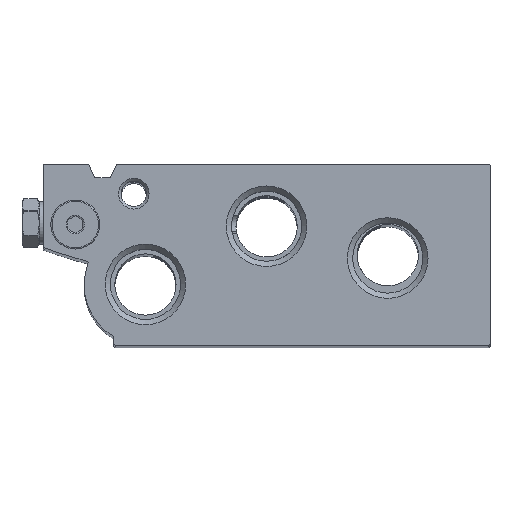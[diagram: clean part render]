
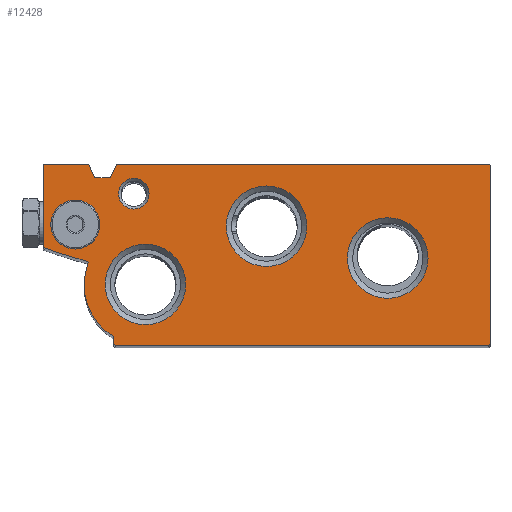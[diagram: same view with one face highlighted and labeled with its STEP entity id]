
A CAD part, top view. The second image highlights one B-rep face of the part: STEP entity #12428.
In plain terms, the highlighted face is planar.
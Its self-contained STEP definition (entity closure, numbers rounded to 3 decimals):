
#934=LINE('',#19076,#1491);
#979=LINE('',#19411,#1536);
#1035=LINE('',#19580,#1592);
#1107=LINE('',#22382,#1664);
#1111=LINE('',#22394,#1668);
#1119=LINE('',#22431,#1676);
#1122=LINE('',#22441,#1679);
#1126=LINE('',#22453,#1683);
#1130=LINE('',#22465,#1687);
#1491=VECTOR('',#15307,1000.);
#1536=VECTOR('',#15598,1000.);
#1592=VECTOR('',#15712,1000.);
#1664=VECTOR('',#16054,1000.);
#1668=VECTOR('',#16066,1000.);
#1676=VECTOR('',#16108,1000.);
#1679=VECTOR('',#16119,1000.);
#1683=VECTOR('',#16131,1000.);
#1687=VECTOR('',#16143,1000.);
#2823=ORIENTED_EDGE('',*,*,#5768,.F.);
#2824=ORIENTED_EDGE('',*,*,#5769,.F.);
#2825=ORIENTED_EDGE('',*,*,#5770,.F.);
#2826=ORIENTED_EDGE('',*,*,#5771,.F.);
#2827=ORIENTED_EDGE('',*,*,#5772,.F.);
#2828=ORIENTED_EDGE('',*,*,#5713,.F.);
#2829=ORIENTED_EDGE('',*,*,#5297,.F.);
#2830=ORIENTED_EDGE('',*,*,#5767,.F.);
#2831=ORIENTED_EDGE('',*,*,#5764,.F.);
#2832=ORIENTED_EDGE('',*,*,#5761,.T.);
#2833=ORIENTED_EDGE('',*,*,#5758,.F.);
#2834=ORIENTED_EDGE('',*,*,#5755,.T.);
#2835=ORIENTED_EDGE('',*,*,#5752,.F.);
#2836=ORIENTED_EDGE('',*,*,#5749,.F.);
#2837=ORIENTED_EDGE('',*,*,#5381,.F.);
#2838=ORIENTED_EDGE('',*,*,#5747,.F.);
#2839=ORIENTED_EDGE('',*,*,#5743,.F.);
#2840=ORIENTED_EDGE('',*,*,#5740,.F.);
#2841=ORIENTED_EDGE('',*,*,#5737,.T.);
#2842=ORIENTED_EDGE('',*,*,#5734,.F.);
#2843=ORIENTED_EDGE('',*,*,#5731,.T.);
#2844=ORIENTED_EDGE('',*,*,#5728,.F.);
#2845=ORIENTED_EDGE('',*,*,#5725,.F.);
#2846=ORIENTED_EDGE('',*,*,#5722,.F.);
#2847=ORIENTED_EDGE('',*,*,#5715,.F.);
#2848=ORIENTED_EDGE('',*,*,#5130,.F.);
#5130=EDGE_CURVE('',#6656,#6657,#934,.T.);
#5297=EDGE_CURVE('',#6823,#6824,#979,.T.);
#5381=EDGE_CURVE('',#6907,#6908,#1035,.T.);
#5713=EDGE_CURVE('',#6824,#6656,#8144,.T.);
#5715=EDGE_CURVE('',#6657,#7230,#8146,.T.);
#5722=EDGE_CURVE('',#7230,#7236,#1107,.T.);
#5725=EDGE_CURVE('',#7236,#7238,#8152,.T.);
#5728=EDGE_CURVE('',#7238,#7240,#1111,.T.);
#5731=EDGE_CURVE('',#7242,#7240,#8154,.T.);
#5734=EDGE_CURVE('',#7242,#7244,#8156,.T.);
#5737=EDGE_CURVE('',#7246,#7244,#8158,.T.);
#5740=EDGE_CURVE('',#7246,#7248,#8160,.T.);
#5743=EDGE_CURVE('',#7248,#7250,#8162,.T.);
#5747=EDGE_CURVE('',#7250,#6907,#1119,.T.);
#5749=EDGE_CURVE('',#6908,#7253,#8165,.T.);
#5752=EDGE_CURVE('',#7253,#7255,#1122,.T.);
#5755=EDGE_CURVE('',#7257,#7255,#8167,.T.);
#5758=EDGE_CURVE('',#7257,#7259,#1126,.T.);
#5761=EDGE_CURVE('',#7261,#7259,#8169,.T.);
#5764=EDGE_CURVE('',#7261,#7263,#1130,.T.);
#5767=EDGE_CURVE('',#7263,#6823,#8171,.T.);
#5768=EDGE_CURVE('',#7264,#7264,#8172,.T.);
#5769=EDGE_CURVE('',#7265,#7265,#8173,.T.);
#5770=EDGE_CURVE('',#7266,#7266,#8174,.T.);
#5771=EDGE_CURVE('',#7267,#7267,#8175,.T.);
#5772=EDGE_CURVE('',#7268,#7268,#8176,.T.);
#6656=VERTEX_POINT('',#19075);
#6657=VERTEX_POINT('',#19077);
#6823=VERTEX_POINT('',#19410);
#6824=VERTEX_POINT('',#19412);
#6907=VERTEX_POINT('',#19579);
#6908=VERTEX_POINT('',#19581);
#7230=VERTEX_POINT('',#22369);
#7236=VERTEX_POINT('',#22383);
#7238=VERTEX_POINT('',#22389);
#7240=VERTEX_POINT('',#22395);
#7242=VERTEX_POINT('',#22401);
#7244=VERTEX_POINT('',#22407);
#7246=VERTEX_POINT('',#22413);
#7248=VERTEX_POINT('',#22419);
#7250=VERTEX_POINT('',#22425);
#7253=VERTEX_POINT('',#22436);
#7255=VERTEX_POINT('',#22442);
#7257=VERTEX_POINT('',#22448);
#7259=VERTEX_POINT('',#22454);
#7261=VERTEX_POINT('',#22460);
#7263=VERTEX_POINT('',#22466);
#7264=VERTEX_POINT('',#22473);
#7265=VERTEX_POINT('',#22475);
#7266=VERTEX_POINT('',#22477);
#7267=VERTEX_POINT('',#22479);
#7268=VERTEX_POINT('',#22481);
#8144=CIRCLE('',#13942,0.2);
#8146=CIRCLE('',#13945,0.2);
#8152=CIRCLE('',#13953,0.2);
#8154=CIRCLE('',#13957,0.2);
#8156=CIRCLE('',#13960,10.);
#8158=CIRCLE('',#13963,0.2);
#8160=CIRCLE('',#13966,110.);
#8162=CIRCLE('',#13969,0.2);
#8165=CIRCLE('',#13974,0.2);
#8167=CIRCLE('',#13978,0.2);
#8169=CIRCLE('',#13982,0.2);
#8171=CIRCLE('',#13986,0.2);
#8172=CIRCLE('',#13988,2.5);
#8173=CIRCLE('',#13989,2.5);
#8174=CIRCLE('',#13990,6.578);
#8175=CIRCLE('',#13991,6.579);
#8176=CIRCLE('',#13992,6.578);
#9031=EDGE_LOOP('',(#2823));
#9032=EDGE_LOOP('',(#2824));
#9033=EDGE_LOOP('',(#2825));
#9034=EDGE_LOOP('',(#2826));
#9035=EDGE_LOOP('',(#2827));
#9036=EDGE_LOOP('',(#2828,#2829,#2830,#2831,#2832,#2833,#2834,#2835,#2836,
#2837,#2838,#2839,#2840,#2841,#2842,#2843,#2844,#2845,#2846,#2847,#2848));
#10690=FACE_BOUND('',#9031,.T.);
#10691=FACE_BOUND('',#9032,.T.);
#10692=FACE_BOUND('',#9033,.T.);
#10693=FACE_BOUND('',#9034,.T.);
#10694=FACE_BOUND('',#9035,.T.);
#10695=FACE_BOUND('',#9036,.T.);
#12018=PLANE('',#13987);
#12428=ADVANCED_FACE('',(#10690,#10691,#10692,#10693,#10694,#10695),#12018,
 .F.);
#13942=AXIS2_PLACEMENT_3D('',#22364,#16034,#16035);
#13945=AXIS2_PLACEMENT_3D('',#22368,#16040,#16041);
#13953=AXIS2_PLACEMENT_3D('',#22388,#16060,#16061);
#13957=AXIS2_PLACEMENT_3D('',#22400,#16072,#16073);
#13960=AXIS2_PLACEMENT_3D('',#22406,#16079,#16080);
#13963=AXIS2_PLACEMENT_3D('',#22412,#16086,#16087);
#13966=AXIS2_PLACEMENT_3D('',#22418,#16093,#16094);
#13969=AXIS2_PLACEMENT_3D('',#22424,#16100,#16101);
#13974=AXIS2_PLACEMENT_3D('',#22435,#16113,#16114);
#13978=AXIS2_PLACEMENT_3D('',#22447,#16125,#16126);
#13982=AXIS2_PLACEMENT_3D('',#22459,#16137,#16138);
#13986=AXIS2_PLACEMENT_3D('',#22470,#16149,#16150);
#13987=AXIS2_PLACEMENT_3D('',#22471,#16151,#16152);
#13988=AXIS2_PLACEMENT_3D('',#22472,#16153,#16154);
#13989=AXIS2_PLACEMENT_3D('',#22474,#16155,#16156);
#13990=AXIS2_PLACEMENT_3D('',#22476,#16157,#16158);
#13991=AXIS2_PLACEMENT_3D('',#22478,#16159,#16160);
#13992=AXIS2_PLACEMENT_3D('',#22480,#16161,#16162);
#15307=DIRECTION('',(0.,-1.,0.));
#15598=DIRECTION('',(-1.,0.,0.));
#15712=DIRECTION('',(-1.,0.,0.));
#16034=DIRECTION('',(0.,0.,1.));
#16035=DIRECTION('',(1.,0.,0.));
#16040=DIRECTION('',(0.,0.,1.));
#16041=DIRECTION('',(1.,0.,0.));
#16054=DIRECTION('',(1.,0.,0.));
#16060=DIRECTION('',(0.,0.,1.));
#16061=DIRECTION('',(1.,0.,0.));
#16066=DIRECTION('',(0.,1.,0.));
#16072=DIRECTION('',(0.,0.,1.));
#16073=DIRECTION('',(1.,0.,0.));
#16079=DIRECTION('',(0.,0.,1.));
#16080=DIRECTION('',(1.,0.,0.));
#16086=DIRECTION('',(0.,0.,1.));
#16087=DIRECTION('',(1.,0.,0.));
#16093=DIRECTION('',(0.,0.,1.));
#16094=DIRECTION('',(1.,0.,0.));
#16100=DIRECTION('',(0.,0.,1.));
#16101=DIRECTION('',(1.,0.,0.));
#16108=DIRECTION('',(0.,1.,0.));
#16113=DIRECTION('',(0.,0.,1.));
#16114=DIRECTION('',(1.,0.,0.));
#16119=DIRECTION('',(-0.414,-0.91,0.));
#16125=DIRECTION('',(0.,0.,1.));
#16126=DIRECTION('',(1.,0.,0.));
#16131=DIRECTION('',(-1.,0.,0.));
#16137=DIRECTION('',(0.,0.,1.));
#16138=DIRECTION('',(1.,0.,0.));
#16143=DIRECTION('',(-0.414,0.91,0.));
#16149=DIRECTION('',(0.,0.,1.));
#16150=DIRECTION('',(1.,0.,0.));
#16151=DIRECTION('',(0.,0.,1.));
#16152=DIRECTION('',(1.,0.,0.));
#16153=DIRECTION('',(0.,0.,-1.));
#16154=DIRECTION('',(-1.,0.,0.));
#16155=DIRECTION('',(0.,0.,-1.));
#16156=DIRECTION('',(-1.,0.,0.));
#16157=DIRECTION('',(0.,0.,-1.));
#16158=DIRECTION('',(-1.,0.,0.));
#16159=DIRECTION('',(0.,0.,-1.));
#16160=DIRECTION('',(-1.,0.,0.));
#16161=DIRECTION('',(0.,0.,-1.));
#16162=DIRECTION('',(-1.,0.,0.));
#19075=CARTESIAN_POINT('',(-36.47,29.3,-246.3));
#19076=CARTESIAN_POINT('',(-36.47,29.3,-246.3));
#19077=CARTESIAN_POINT('',(-36.47,0.2,-246.3));
#19410=CARTESIAN_POINT('',(24.401,29.5,-246.3));
#19411=CARTESIAN_POINT('',(24.401,29.5,-246.3));
#19412=CARTESIAN_POINT('',(-36.27,29.5,-246.3));
#19579=CARTESIAN_POINT('',(36.43,29.5,-246.3));
#19580=CARTESIAN_POINT('',(36.43,29.5,-246.3));
#19581=CARTESIAN_POINT('',(29.159,29.5,-246.3));
#22364=CARTESIAN_POINT('',(-36.27,29.3,-246.3));
#22368=CARTESIAN_POINT('',(-36.27,0.2,-246.3));
#22369=CARTESIAN_POINT('',(-36.27,0.,-246.3));
#22382=CARTESIAN_POINT('',(-36.27,0.,-246.3));
#22383=CARTESIAN_POINT('',(24.73,0.,-246.3));
#22388=CARTESIAN_POINT('',(24.73,0.2,-246.3));
#22389=CARTESIAN_POINT('',(24.93,0.2,-246.3));
#22394=CARTESIAN_POINT('',(24.93,0.2,-246.3));
#22395=CARTESIAN_POINT('',(24.93,1.216,-246.3));
#22400=CARTESIAN_POINT('',(25.13,1.216,-246.3));
#22401=CARTESIAN_POINT('',(25.025,1.386,-246.3));
#22406=CARTESIAN_POINT('',(19.78,9.9,-246.3));
#22407=CARTESIAN_POINT('',(29.149,13.396,-246.3));
#22412=CARTESIAN_POINT('',(29.336,13.466,-246.3));
#22413=CARTESIAN_POINT('',(29.283,13.659,-246.3));
#22418=CARTESIAN_POINT('',(-0.041,119.678,-246.3));
#22419=CARTESIAN_POINT('',(36.296,15.853,-246.3));
#22424=CARTESIAN_POINT('',(36.23,16.042,-246.3));
#22425=CARTESIAN_POINT('',(36.43,16.042,-246.3));
#22431=CARTESIAN_POINT('',(36.43,16.042,-246.3));
#22435=CARTESIAN_POINT('',(29.159,29.3,-246.3));
#22436=CARTESIAN_POINT('',(28.977,29.383,-246.3));
#22441=CARTESIAN_POINT('',(28.977,29.383,-246.3));
#22442=CARTESIAN_POINT('',(28.083,27.417,-246.3));
#22447=CARTESIAN_POINT('',(27.901,27.5,-246.3));
#22448=CARTESIAN_POINT('',(27.901,27.3,-246.3));
#22453=CARTESIAN_POINT('',(27.901,27.3,-246.3));
#22454=CARTESIAN_POINT('',(25.659,27.3,-246.3));
#22459=CARTESIAN_POINT('',(25.659,27.5,-246.3));
#22460=CARTESIAN_POINT('',(25.477,27.417,-246.3));
#22465=CARTESIAN_POINT('',(25.477,27.417,-246.3));
#22466=CARTESIAN_POINT('',(24.583,29.383,-246.3));
#22470=CARTESIAN_POINT('',(24.401,29.3,-246.3));
#22471=CARTESIAN_POINT('',(-36.27,29.3,-246.3));
#22472=CARTESIAN_POINT('',(21.68,24.7,-246.3));
#22473=CARTESIAN_POINT('',(19.18,24.7,-246.3));
#22474=CARTESIAN_POINT('',(31.23,19.67,-246.3));
#22475=CARTESIAN_POINT('',(28.73,19.67,-246.3));
#22476=CARTESIAN_POINT('',(-19.78,14.2,-246.3));
#22477=CARTESIAN_POINT('',(-26.359,14.2,-246.3));
#22478=CARTESIAN_POINT('',(19.78,9.9,-246.3));
#22479=CARTESIAN_POINT('',(13.202,9.9,-246.3));
#22480=CARTESIAN_POINT('',(0.,19.4,-246.3));
#22481=CARTESIAN_POINT('',(-6.578,19.4,-246.3));
